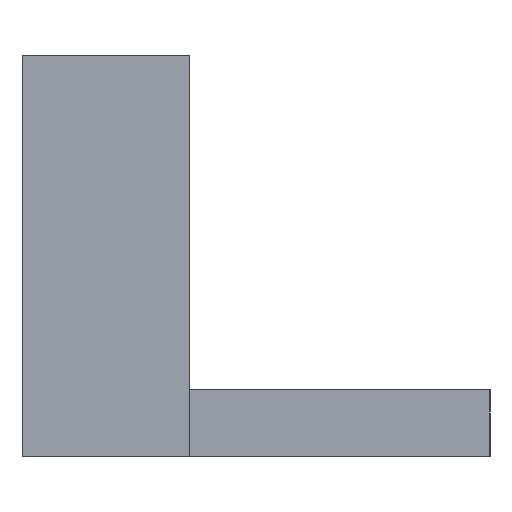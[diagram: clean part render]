
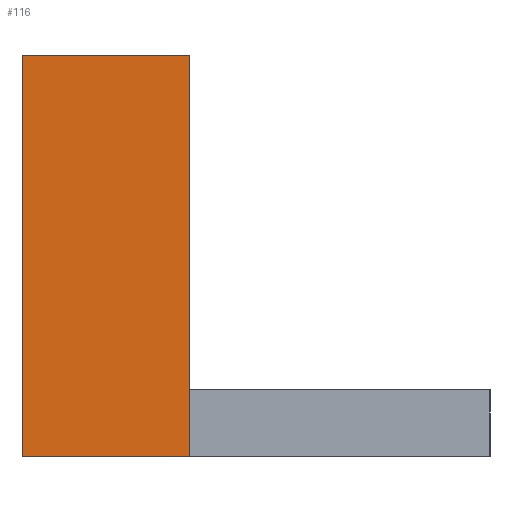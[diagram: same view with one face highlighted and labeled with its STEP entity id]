
A CAD part, left-side view. The second image highlights one B-rep face of the part: STEP entity #116.
In plain terms, the highlighted planar face has unit normal (-1, 0, 0).
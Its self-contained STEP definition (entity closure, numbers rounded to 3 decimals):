
#2 = LINE ( 'NONE', #247, #438 ) ;
#6 = ORIENTED_EDGE ( 'NONE', *, *, #602, .F. ) ;
#16 = EDGE_CURVE ( 'NONE', #204, #66, #91, .T. ) ;
#45 = DIRECTION ( 'NONE',  ( 0., 1., 0. ) ) ;
#48 = CARTESIAN_POINT ( 'NONE',  ( 0., 14., 0. ) ) ;
#49 = VECTOR ( 'NONE', #45, 1000. ) ;
#54 = CARTESIAN_POINT ( 'NONE',  ( 0., 0., 0. ) ) ;
#66 = VERTEX_POINT ( 'NONE', #358 ) ;
#86 = VERTEX_POINT ( 'NONE', #449 ) ;
#91 = LINE ( 'NONE', #581, #49 ) ;
#99 = DIRECTION ( 'NONE',  ( 0., 0., -1. ) ) ;
#116 = ADVANCED_FACE ( 'NONE', ( #206 ), #349, .F. ) ;
#120 = ORIENTED_EDGE ( 'NONE', *, *, #590, .F. ) ;
#146 = ORIENTED_EDGE ( 'NONE', *, *, #16, .F. ) ;
#179 = VECTOR ( 'NONE', #525, 1000. ) ;
#188 = EDGE_CURVE ( 'NONE', #549, #86, #327, .T. ) ;
#204 = VERTEX_POINT ( 'NONE', #282 ) ;
#206 = FACE_OUTER_BOUND ( 'NONE', #386, .T. ) ;
#219 = AXIS2_PLACEMENT_3D ( 'NONE', #54, #399, #99 ) ;
#247 = CARTESIAN_POINT ( 'NONE',  ( 0., 9., 12. ) ) ;
#282 = CARTESIAN_POINT ( 'NONE',  ( 0., 9., 0. ) ) ;
#299 = LINE ( 'NONE', #48, #613 ) ;
#327 = LINE ( 'NONE', #623, #179 ) ;
#340 = DIRECTION ( 'NONE',  ( 0., 0., 1. ) ) ;
#349 = PLANE ( 'NONE',  #219 ) ;
#350 = DIRECTION ( 'NONE',  ( 0., 0., -1. ) ) ;
#358 = CARTESIAN_POINT ( 'NONE',  ( 0., 14., 0. ) ) ;
#381 = CARTESIAN_POINT ( 'NONE',  ( 0., 14., 12. ) ) ;
#386 = EDGE_LOOP ( 'NONE', ( #146, #120, #401, #6 ) ) ;
#399 = DIRECTION ( 'NONE',  ( 1., 0., 0. ) ) ;
#401 = ORIENTED_EDGE ( 'NONE', *, *, #188, .F. ) ;
#438 = VECTOR ( 'NONE', #350, 1000. ) ;
#449 = CARTESIAN_POINT ( 'NONE',  ( 0., 9., 12. ) ) ;
#525 = DIRECTION ( 'NONE',  ( 0., -1., 0. ) ) ;
#549 = VERTEX_POINT ( 'NONE', #381 ) ;
#581 = CARTESIAN_POINT ( 'NONE',  ( 0., 0., 0. ) ) ;
#590 = EDGE_CURVE ( 'NONE', #86, #204, #2, .T. ) ;
#602 = EDGE_CURVE ( 'NONE', #66, #549, #299, .T. ) ;
#613 = VECTOR ( 'NONE', #340, 1000. ) ;
#623 = CARTESIAN_POINT ( 'NONE',  ( 0., 14., 12. ) ) ;
